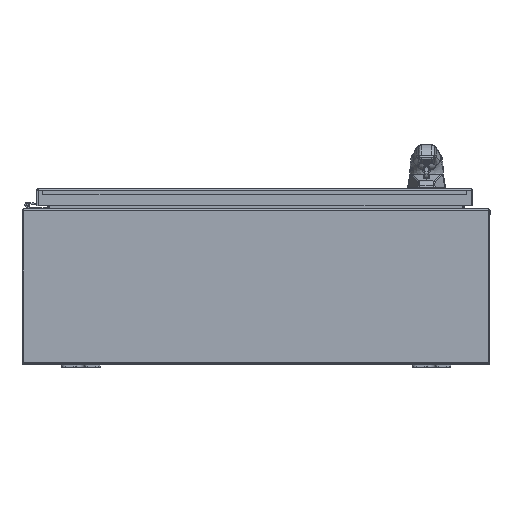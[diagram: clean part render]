
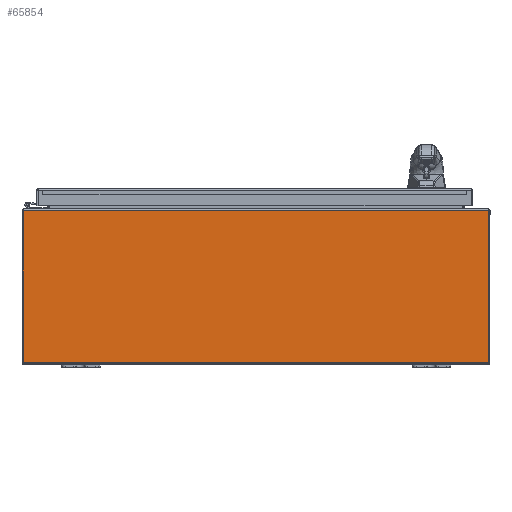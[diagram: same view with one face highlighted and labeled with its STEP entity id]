
A CAD part, front view. The second image highlights one B-rep face of the part: STEP entity #65854.
In plain terms, the highlighted planar face has unit normal (0, -1, 0).
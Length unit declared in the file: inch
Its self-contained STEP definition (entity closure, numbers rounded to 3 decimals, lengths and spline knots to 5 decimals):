
#394 = AXIS2_PLACEMENT_3D ( 'NONE', #23869, #24119, #24266 ) ;
#1796 = LINE ( 'NONE', #39500, #74222 ) ;
#2663 = LINE ( 'NONE', #6320, #78206 ) ;
#6320 = CARTESIAN_POINT ( 'NONE',  ( -11.91495, -18., 7.89475 ) ) ;
#8815 = EDGE_CURVE ( 'NONE', #68879, #108781, #55995, .T. ) ;
#11536 = CARTESIAN_POINT ( 'NONE',  ( -11.963, -18., 7.89475 ) ) ;
#12497 = LINE ( 'NONE', #45398, #59816 ) ;
#12952 = VECTOR ( 'NONE', #52057, 39.37008 ) ;
#15061 = PLANE ( 'NONE',  #394 ) ;
#16646 = DIRECTION ( 'NONE',  ( 1., 0., 0. ) ) ;
#16818 = DIRECTION ( 'NONE',  ( 0., 1., 0. ) ) ;
#17062 = CARTESIAN_POINT ( 'NONE',  ( 11.93789, -18., 0.06211 ) ) ;
#20136 = AXIS2_PLACEMENT_3D ( 'NONE', #37193, #37101, #36940 ) ;
#20822 = ORIENTED_EDGE ( 'NONE', *, *, #32222, .T. ) ;
#21413 = CARTESIAN_POINT ( 'NONE',  ( -11.88277, -18., 0.10525 ) ) ;
#21546 = EDGE_CURVE ( 'NONE', #29683, #108781, #12497, .T. ) ;
#22968 = VECTOR ( 'NONE', #78440, 39.37008 ) ;
#23869 = CARTESIAN_POINT ( 'NONE',  ( 0., -18., 4.00948 ) ) ;
#24119 = DIRECTION ( 'NONE',  ( 0., 1., 0. ) ) ;
#24266 = DIRECTION ( 'NONE',  ( 1., 0., 0. ) ) ;
#24804 = CARTESIAN_POINT ( 'NONE',  ( 11.963, -18., 0.12745 ) ) ;
#25212 = FACE_OUTER_BOUND ( 'NONE', #29126, .T. ) ;
#28017 = CARTESIAN_POINT ( 'NONE',  ( -11.91495, -18., 7.89475 ) ) ;
#29126 = EDGE_LOOP ( 'NONE', ( #117182, #20822, #43203, #35940, #71465, #59634, #123273, #52835 ) ) ;
#29683 = VERTEX_POINT ( 'NONE', #52941 ) ;
#30147 = VERTEX_POINT ( 'NONE', #122959 ) ;
#32222 = EDGE_CURVE ( 'NONE', #36872, #98713, #1796, .T. ) ;
#35940 = ORIENTED_EDGE ( 'NONE', *, *, #118609, .F. ) ;
#36872 = VERTEX_POINT ( 'NONE', #81597 ) ;
#36940 = DIRECTION ( 'NONE',  ( 1., 0., 0. ) ) ;
#37101 = DIRECTION ( 'NONE',  ( 0., 1., 0. ) ) ;
#37193 = CARTESIAN_POINT ( 'NONE',  ( -11.93789, -18., 0.06211 ) ) ;
#38254 = EDGE_CURVE ( 'NONE', #98713, #63802, #2663, .T. ) ;
#39500 = CARTESIAN_POINT ( 'NONE',  ( 11.91495, -18., 7.89475 ) ) ;
#39899 = DIRECTION ( 'NONE',  ( -1., 0., 0. ) ) ;
#42449 = CARTESIAN_POINT ( 'NONE',  ( -11.963, -18., 0.12745 ) ) ;
#43203 = ORIENTED_EDGE ( 'NONE', *, *, #38254, .T. ) ;
#45398 = CARTESIAN_POINT ( 'NONE',  ( 11.963, -18., 7.89475 ) ) ;
#46104 = DIRECTION ( 'NONE',  ( 0., 0., -1. ) ) ;
#52057 = DIRECTION ( 'NONE',  ( 0., 0., 1. ) ) ;
#52835 = ORIENTED_EDGE ( 'NONE', *, *, #21546, .F. ) ;
#52941 = CARTESIAN_POINT ( 'NONE',  ( 11.963, -18., 7.89475 ) ) ;
#55995 = CIRCLE ( 'NONE', #108364, 0.07 ) ;
#58848 = DIRECTION ( 'NONE',  ( -1., 0., 0. ) ) ;
#59634 = ORIENTED_EDGE ( 'NONE', *, *, #118930, .T. ) ;
#59816 = VECTOR ( 'NONE', #46104, 39.37008 ) ;
#61100 = EDGE_CURVE ( 'NONE', #88636, #30147, #102891, .T. ) ;
#62930 = VECTOR ( 'NONE', #95631, 39.37008 ) ;
#63802 = VERTEX_POINT ( 'NONE', #11536 ) ;
#65854 = ADVANCED_FACE ( 'NONE', ( #25212 ), #15061, .F. ) ;
#68879 = VERTEX_POINT ( 'NONE', #88961 ) ;
#70654 = EDGE_CURVE ( 'NONE', #29683, #36872, #113958, .T. ) ;
#71465 = ORIENTED_EDGE ( 'NONE', *, *, #61100, .T. ) ;
#73552 = LINE ( 'NONE', #21413, #22968 ) ;
#74222 = VECTOR ( 'NONE', #39899, 39.37008 ) ;
#78206 = VECTOR ( 'NONE', #58848, 39.37008 ) ;
#78440 = DIRECTION ( 'NONE',  ( 1., 0., 0. ) ) ;
#80629 = CARTESIAN_POINT ( 'NONE',  ( -11.963, -18., 0.12745 ) ) ;
#81597 = CARTESIAN_POINT ( 'NONE',  ( 11.91495, -18., 7.89475 ) ) ;
#88636 = VERTEX_POINT ( 'NONE', #80629 ) ;
#88961 = CARTESIAN_POINT ( 'NONE',  ( 11.88277, -18., 0.10525 ) ) ;
#95631 = DIRECTION ( 'NONE',  ( -1., 0., 0. ) ) ;
#95777 = CARTESIAN_POINT ( 'NONE',  ( 11.963, -18., 7.89475 ) ) ;
#98713 = VERTEX_POINT ( 'NONE', #28017 ) ;
#102891 = CIRCLE ( 'NONE', #20136, 0.07 ) ;
#108364 = AXIS2_PLACEMENT_3D ( 'NONE', #17062, #16818, #16646 ) ;
#108781 = VERTEX_POINT ( 'NONE', #24804 ) ;
#113958 = LINE ( 'NONE', #95777, #62930 ) ;
#114241 = LINE ( 'NONE', #42449, #12952 ) ;
#117182 = ORIENTED_EDGE ( 'NONE', *, *, #70654, .T. ) ;
#118609 = EDGE_CURVE ( 'NONE', #88636, #63802, #114241, .T. ) ;
#118930 = EDGE_CURVE ( 'NONE', #30147, #68879, #73552, .T. ) ;
#122959 = CARTESIAN_POINT ( 'NONE',  ( -11.88277, -18., 0.10525 ) ) ;
#123273 = ORIENTED_EDGE ( 'NONE', *, *, #8815, .T. ) ;
